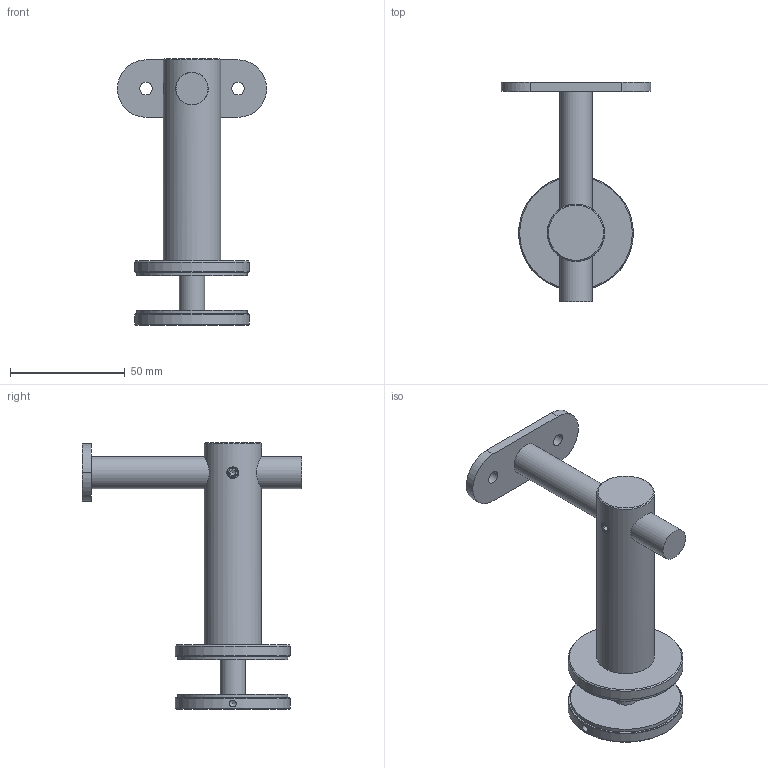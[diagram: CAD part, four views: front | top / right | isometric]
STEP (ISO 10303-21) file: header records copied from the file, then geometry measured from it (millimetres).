
FILE_DESCRIPTION (( 'STEP AP203' ), '1' );
FILE_NAME ('50350-240.step', '2020-03-13T07:23:27', ( '' ), ( '' ), 'SwSTEP 2.0', 'SolidWorks 2015', '' );
FILE_SCHEMA (( 'CONFIG_CONTROL_DESIGN' ));
Length unit declared in the file: millimetre
Products named in the file (19): 503XX-240 Teil5_50350-240 Teil5; 50350-240; 503XX-240 Teil6_50350-240 Teil6; DIN913; 503XX-240 Teil3_50350-240 Teil3; 503XX-240 Teil5; 503XX-240 Teil4; 503XX-240 Teil2_50350-240 Teil2; 503XX-240 Teil1_50350-240 Teil1; 503XX-240 Teil3; DIN-7991 M3-M10_DIN7991 M6x14; 503XX-240 Teil1; DIN-7991 M3-M10; 503XX-240 Teil4_50350-240 Teil4; DIN913_DIN 913 M5x5; 503XX-240 Teil6; 503XX-240 Teil2
Assembly tree (13 placements, depth 2):
  50350-240
    503XX-240 Teil1_50350-240 Teil1
    503XX-240 Teil2_50350-240 Teil2
    503XX-240 Teil3_50350-240 Teil3
    503XX-240 Teil4_50350-240 Teil4
    DIN-7991 M3-M10_DIN7991 M6x14
    DIN913_DIN 913 M5x5
    503XX-240 Teil5_50350-240 Teil5  x2
    503XX-240 Teil6_50350-240 Teil6
  503XX-240 Teil5
  50350-240
    503XX-240 Teil4
    503XX-240 Teil2
    DIN-7991 M3-M10
    DIN913
  503XX-240 Teil3
  503XX-240 Teil1
Bounding box: 65 x 95.5 x 116 mm (x, y, z)
Volume: 84882.4 mm3; surface area: 36259.7 mm2
Topology: 9 solids, 9 shells, 321 faces, 807 edges, 534 vertices
Faces by surface type: plane 163, bspline 112, cylinder 28, cone 18
Full cylindrical faces by diameter (mm): 3 x1, 4.2 x1, 5 x2, 5.5 x2, 6 x1, 6.8 x1, 8 x2, 8.1 x1, 11 x1, 11.5 x2, 12 x1, 12.4 x1, 14 x1, 14.2 x2, 25 x1, 48 x2, 50 x2
Entity records: 20759 total; most frequent: CARTESIAN_POINT 12220, ORIENTED_EDGE 1486, DIRECTION 1033, EDGE_CURVE 743, VERTEX_POINT 510, VECTOR 445, LINE 445, EDGE_LOOP 399
